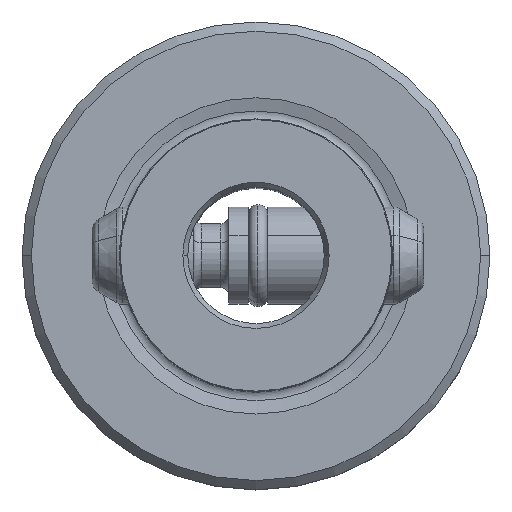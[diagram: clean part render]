
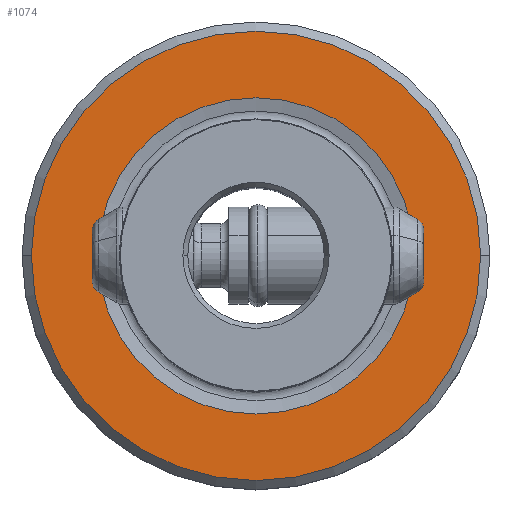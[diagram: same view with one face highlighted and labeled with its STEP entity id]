
A CAD part, top view. The second image highlights one B-rep face of the part: STEP entity #1074.
In plain terms, the highlighted planar face has unit normal (0, 0, 1).
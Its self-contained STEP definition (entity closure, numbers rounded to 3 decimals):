
#804=EDGE_CURVE('NONE',#1234,#1886,#2105,.F.);
#896=EDGE_CURVE('NONE',#1886,#1234,#2209,.F.);
#960=EDGE_CURVE('NONE',#1464,#980,#2277,.T.);
#980=VERTEX_POINT('NONE',#2299);
#1058=EDGE_CURVE('NONE',#980,#1464,#2387,.T.);
#1074=ADVANCED_FACE('NONE',(#2404,#2405),#2406,.F.);
#1234=VERTEX_POINT('NONE',#2585);
#1464=VERTEX_POINT('NONE',#2839);
#1886=VERTEX_POINT('NONE',#3312);
#2105=CIRCLE('',#3705,8.112);
#2209=CIRCLE('',#4050,8.112);
#2277=CIRCLE('',#4186,11.525);
#2299=CARTESIAN_POINT('',(-11.525,0.,0.));
#2387=CIRCLE('',#4430,11.525);
#2404=FACE_OUTER_BOUND('',#4453,.T.);
#2405=FACE_BOUND('',#4454,.T.);
#2406=PLANE('',#4455);
#2585=CARTESIAN_POINT('',(-8.112,0.,0.));
#2839=CARTESIAN_POINT('',(11.525,0.,0.));
#3312=CARTESIAN_POINT('',(8.112,0.,0.));
#3705=AXIS2_PLACEMENT_3D('',#6439,#6440,#6441);
#4050=AXIS2_PLACEMENT_3D('',#6563,#6564,#6565);
#4186=AXIS2_PLACEMENT_3D('',#6628,#6629,#6630);
#4430=AXIS2_PLACEMENT_3D('',#6764,#6765,#6766);
#4453=EDGE_LOOP('',(#6779,#6780));
#4454=EDGE_LOOP('',(#6781,#6782));
#4455=AXIS2_PLACEMENT_3D('',#6783,#6784,#6785);
#6439=CARTESIAN_POINT('',(0.0,0.0,0.));
#6440=DIRECTION('',(-0.0,0.0,1.0));
#6441=DIRECTION('',(1.0,0.,0.0));
#6563=CARTESIAN_POINT('',(0.0,0.0,0.));
#6564=DIRECTION('',(-0.0,0.0,1.0));
#6565=DIRECTION('',(1.0,0.,0.0));
#6628=CARTESIAN_POINT('',(0.0,0.0,0.));
#6629=DIRECTION('',(0.0,0.0,1.0));
#6630=DIRECTION('',(-1.0,0.,0.0));
#6764=CARTESIAN_POINT('',(0.0,0.0,0.));
#6765=DIRECTION('',(0.0,0.0,1.0));
#6766=DIRECTION('',(-1.0,0.,0.0));
#6779=ORIENTED_EDGE('',*,*,#1058,.T.);
#6780=ORIENTED_EDGE('',*,*,#960,.T.);
#6781=ORIENTED_EDGE('',*,*,#896,.T.);
#6782=ORIENTED_EDGE('',*,*,#804,.T.);
#6783=CARTESIAN_POINT('',(-13.0,0.0,0.));
#6784=DIRECTION('',(0.0,0.0,-1.0));
#6785=DIRECTION('',(-1.0,0.0,0.0));
